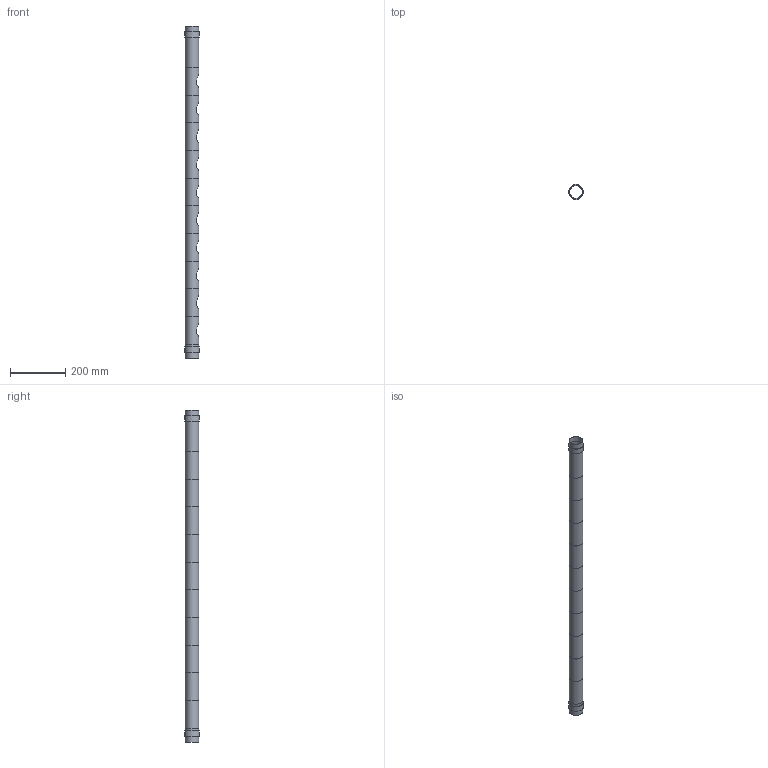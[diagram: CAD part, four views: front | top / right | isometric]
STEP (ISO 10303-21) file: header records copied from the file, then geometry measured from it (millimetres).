
FILE_DESCRIPTION(('FreeCAD Model'),'2;1');
FILE_NAME('tube_culture.step', '2016-10-24T11:44:28',('Author'),(''), 'Open CASCADE STEP processor 6.8','FreeCAD','Unknown');
FILE_SCHEMA(('AUTOMOTIVE_DESIGN_CC2 { 1 2 10303 214 -1 1 5 4 }'));
Length unit declared in the file: millimetre
Products named in the file (2): ASSEMBLY; tube_global
Assembly tree (1 placements, depth 2):
  ASSEMBLY
    tube_global
Bounding box: 53 x 53 x 1200 mm (x, y, z)
Volume: 257475.9 mm3; surface area: 334789.6 mm2
Topology: 1 solids, 1 shells, 44 faces, 172 edges, 114 vertices
Faces by surface type: cylinder 28, cone 10, plane 6
Full cylindrical faces by diameter (mm): 47 x12, 50 x14, 53 x2
Entity records: 13569 total; most frequent: CARTESIAN_POINT 10648, DIRECTION 390, ORIENTED_EDGE 344, PCURVE 344, DEFINITIONAL_REPRESENTATION 344, B_SPLINE_CURVE_WITH_KNOTS 240, LINE 230, VECTOR 230
